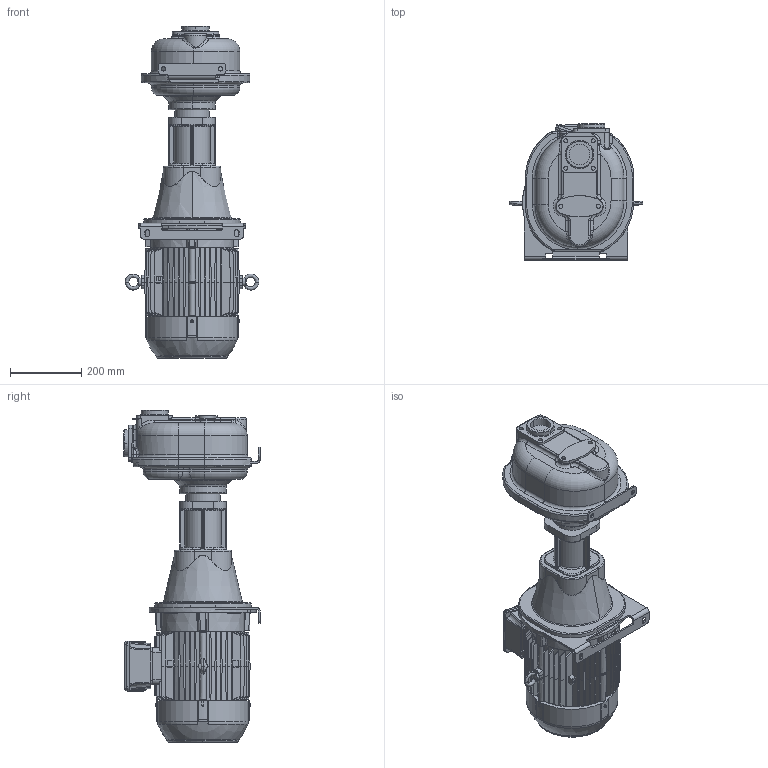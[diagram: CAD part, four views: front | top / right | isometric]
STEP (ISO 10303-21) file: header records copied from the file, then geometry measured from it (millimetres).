
FILE_DESCRIPTION((''),'2;1');
FILE_NAME('S_61_K_BBT52','2018-02-14T11:51:04',('Nicola'),(''),'CREO PARAMETRIC BY PTC INC, 2017110','CREO PARAMETRIC BY PTC INC, 2017110','');
FILE_SCHEMA(('CONFIG_CONTROL_DESIGN'));
Products named in the file (1): S_61_K_BBT52
Bounding box: 373.97 x 381 x 929.2 mm (x, y, z)
Volume: 37926668.8 mm3; surface area: 1305065.1 mm2
Topology: 1 solids, 1 shells, 2754 faces, 6852 edges, 4377 vertices
Faces by surface type: plane 2007, cylinder 329, bspline 142, cone 140, torus 125, sphere 11
Entity records: 104506 total; most frequent: CARTESIAN_POINT 40513, ORIENTED_EDGE 13688, DIRECTION 12191, EDGE_CURVE 6844, VECTOR 4707, LINE 4707, VERTEX_POINT 4377, AXIS2_PLACEMENT_3D 3742
